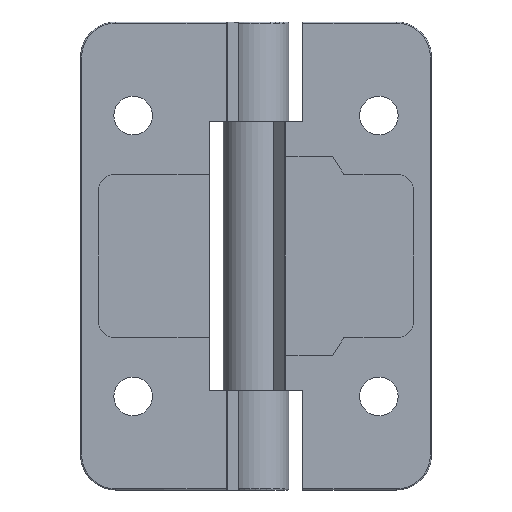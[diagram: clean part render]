
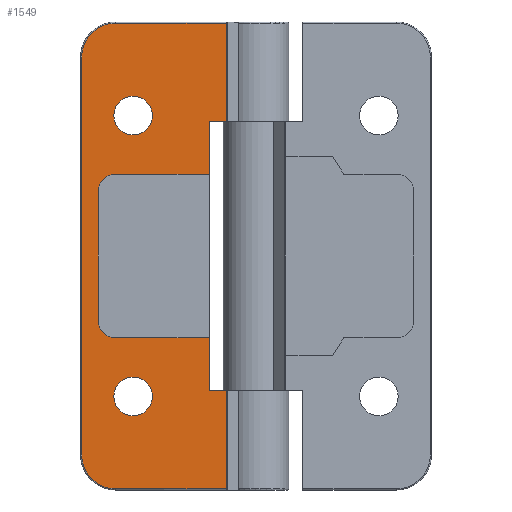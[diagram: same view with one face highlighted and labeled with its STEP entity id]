
A CAD part, front view. The second image highlights one B-rep face of the part: STEP entity #1549.
In plain terms, the highlighted planar face has unit normal (0, -1, 0).
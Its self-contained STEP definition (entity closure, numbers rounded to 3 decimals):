
#64=FACE_BOUND('',#339,.T.);
#65=FACE_BOUND('',#340,.T.);
#123=CIRCLE('',#1622,1.5);
#124=CIRCLE('',#1625,1.5);
#144=CIRCLE('',#1667,2.9);
#148=CIRCLE('',#1673,2.9);
#151=CIRCLE('',#1681,1.65);
#152=CIRCLE('',#1682,1.65);
#238=FACE_OUTER_BOUND('',#338,.T.);
#338=EDGE_LOOP('',(#1189,#1190,#1191,#1192,#1193,#1194,#1195,#1196,#1197,
#1198,#1199,#1200,#1201,#1202,#1203,#1204));
#339=EDGE_LOOP('',(#1205));
#340=EDGE_LOOP('',(#1206));
#423=LINE('',#2324,#549);
#430=LINE('',#2344,#556);
#434=LINE('',#2353,#560);
#435=LINE('',#2356,#561);
#439=LINE('',#2363,#565);
#453=LINE('',#2393,#579);
#457=LINE('',#2414,#583);
#468=LINE('',#2466,#594);
#470=LINE('',#2476,#596);
#471=LINE('',#2479,#597);
#474=LINE('',#2494,#600);
#476=LINE('',#2504,#602);
#549=VECTOR('',#1813,8.);
#556=VECTOR('',#1832,11.);
#560=VECTOR('',#1842,8.);
#561=VECTOR('',#1845,4.5);
#565=VECTOR('',#1849,4.5);
#579=VECTOR('',#1875,1.455);
#583=VECTOR('',#1895,1.455);
#594=VECTOR('',#1936,8.4);
#596=VECTOR('',#1948,8.4);
#597=VECTOR('',#1951,9.455);
#600=VECTOR('',#1968,34.);
#602=VECTOR('',#1980,9.455);
#674=VERTEX_POINT('',#2320);
#676=VERTEX_POINT('',#2323);
#682=VERTEX_POINT('',#2339);
#683=VERTEX_POINT('',#2343);
#684=VERTEX_POINT('',#2347);
#685=VERTEX_POINT('',#2351);
#686=VERTEX_POINT('',#2355);
#689=VERTEX_POINT('',#2361);
#699=VERTEX_POINT('',#2392);
#708=VERTEX_POINT('',#2412);
#724=VERTEX_POINT('',#2465);
#727=VERTEX_POINT('',#2474);
#728=VERTEX_POINT('',#2478);
#730=VERTEX_POINT('',#2484);
#732=VERTEX_POINT('',#2490);
#734=VERTEX_POINT('',#2496);
#742=VERTEX_POINT('',#2530);
#743=VERTEX_POINT('',#2532);
#821=EDGE_CURVE('',#676,#674,#423,.T.);
#829=EDGE_CURVE('',#682,#676,#123,.T.);
#831=EDGE_CURVE('',#683,#682,#430,.T.);
#833=EDGE_CURVE('',#684,#683,#124,.T.);
#836=EDGE_CURVE('',#685,#684,#434,.T.);
#837=EDGE_CURVE('',#686,#685,#435,.T.);
#841=EDGE_CURVE('',#674,#689,#439,.T.);
#855=EDGE_CURVE('',#699,#686,#453,.T.);
#866=EDGE_CURVE('',#689,#708,#457,.T.);
#887=EDGE_CURVE('',#699,#724,#468,.T.);
#892=EDGE_CURVE('',#727,#708,#470,.T.);
#893=EDGE_CURVE('',#724,#728,#471,.T.);
#898=EDGE_CURVE('',#728,#730,#144,.T.);
#901=EDGE_CURVE('',#730,#732,#474,.T.);
#904=EDGE_CURVE('',#732,#734,#148,.T.);
#906=EDGE_CURVE('',#734,#727,#476,.T.);
#915=EDGE_CURVE('',#742,#742,#151,.T.);
#916=EDGE_CURVE('',#743,#743,#152,.T.);
#1189=ORIENTED_EDGE('',*,*,#821,.T.);
#1190=ORIENTED_EDGE('',*,*,#841,.T.);
#1191=ORIENTED_EDGE('',*,*,#866,.T.);
#1192=ORIENTED_EDGE('',*,*,#892,.F.);
#1193=ORIENTED_EDGE('',*,*,#906,.F.);
#1194=ORIENTED_EDGE('',*,*,#904,.F.);
#1195=ORIENTED_EDGE('',*,*,#901,.F.);
#1196=ORIENTED_EDGE('',*,*,#898,.F.);
#1197=ORIENTED_EDGE('',*,*,#893,.F.);
#1198=ORIENTED_EDGE('',*,*,#887,.F.);
#1199=ORIENTED_EDGE('',*,*,#855,.T.);
#1200=ORIENTED_EDGE('',*,*,#837,.T.);
#1201=ORIENTED_EDGE('',*,*,#836,.T.);
#1202=ORIENTED_EDGE('',*,*,#833,.T.);
#1203=ORIENTED_EDGE('',*,*,#831,.T.);
#1204=ORIENTED_EDGE('',*,*,#829,.T.);
#1205=ORIENTED_EDGE('',*,*,#915,.T.);
#1206=ORIENTED_EDGE('',*,*,#916,.T.);
#1496=PLANE('',#1680);
#1549=ADVANCED_FACE('',(#238,#64,#65),#1496,.T.);
#1622=AXIS2_PLACEMENT_3D('',#2340,#1827,#1828);
#1625=AXIS2_PLACEMENT_3D('',#2348,#1836,#1837);
#1667=AXIS2_PLACEMENT_3D('',#2488,#1961,#1962);
#1673=AXIS2_PLACEMENT_3D('',#2500,#1975,#1976);
#1680=AXIS2_PLACEMENT_3D('',#2529,#1995,#1996);
#1681=AXIS2_PLACEMENT_3D('',#2531,#1997,#1998);
#1682=AXIS2_PLACEMENT_3D('',#2533,#1999,#2000);
#1813=DIRECTION('',(1.,0.,0.));
#1827=DIRECTION('center_axis',(0.,1.,0.));
#1828=DIRECTION('ref_axis',(0.,0.,1.));
#1832=DIRECTION('',(0.,0.,1.));
#1836=DIRECTION('center_axis',(0.,1.,0.));
#1837=DIRECTION('ref_axis',(-1.,0.,0.));
#1842=DIRECTION('',(-1.,0.,0.));
#1845=DIRECTION('',(0.,0.,1.));
#1849=DIRECTION('',(0.,0.,1.));
#1875=DIRECTION('',(-1.,0.,0.));
#1895=DIRECTION('',(1.,0.,0.));
#1936=DIRECTION('',(0.,0.,-1.));
#1948=DIRECTION('',(0.,0.,-1.));
#1951=DIRECTION('',(-1.,0.,0.));
#1961=DIRECTION('center_axis',(0.,1.,0.));
#1962=DIRECTION('ref_axis',(-0.707,0.,-0.707));
#1968=DIRECTION('',(0.,0.,1.));
#1975=DIRECTION('center_axis',(0.,1.,0.));
#1976=DIRECTION('ref_axis',(-0.707,0.,0.707));
#1980=DIRECTION('',(1.,0.,0.));
#1995=DIRECTION('center_axis',(0.,-1.,0.));
#1996=DIRECTION('ref_axis',(1.,0.,0.));
#1997=DIRECTION('center_axis',(0.,1.,0.));
#1998=DIRECTION('ref_axis',(1.,0.,0.));
#1999=DIRECTION('center_axis',(0.,1.,0.));
#2000=DIRECTION('ref_axis',(1.,0.,0.));
#2320=CARTESIAN_POINT('',(-4.,0.,7.));
#2323=CARTESIAN_POINT('',(-12.,0.,7.));
#2324=CARTESIAN_POINT('',(-13.5,0.,7.));
#2339=CARTESIAN_POINT('',(-13.5,0.,5.5));
#2340=CARTESIAN_POINT('Origin',(-12.,0.,5.5));
#2343=CARTESIAN_POINT('',(-13.5,0.,-5.5));
#2344=CARTESIAN_POINT('',(-13.5,0.,-2.75));
#2347=CARTESIAN_POINT('',(-12.,0.,-7.));
#2348=CARTESIAN_POINT('Origin',(-12.,0.,-5.5));
#2351=CARTESIAN_POINT('',(-4.,0.,-7.));
#2353=CARTESIAN_POINT('',(-6.596,0.,-7.));
#2355=CARTESIAN_POINT('',(-4.,0.,-11.5));
#2356=CARTESIAN_POINT('',(-4.,0.,-5.75));
#2361=CARTESIAN_POINT('',(-4.,0.,11.5));
#2363=CARTESIAN_POINT('',(-4.,0.,-5.75));
#2392=CARTESIAN_POINT('',(-2.545,0.,-11.5));
#2393=CARTESIAN_POINT('',(-3.949,0.,-11.5));
#2412=CARTESIAN_POINT('',(-2.545,0.,11.5));
#2414=CARTESIAN_POINT('',(-9.5,0.,11.5));
#2465=CARTESIAN_POINT('',(-2.545,0.,-19.9));
#2466=CARTESIAN_POINT('',(-2.545,0.,0.));
#2474=CARTESIAN_POINT('',(-2.545,0.,19.9));
#2476=CARTESIAN_POINT('',(-2.545,0.,0.));
#2478=CARTESIAN_POINT('',(-12.,0.,-19.9));
#2479=CARTESIAN_POINT('',(-11.802,0.,-19.9));
#2484=CARTESIAN_POINT('',(-14.9,0.,-17.));
#2488=CARTESIAN_POINT('Origin',(-12.,0.,-17.));
#2490=CARTESIAN_POINT('',(-14.9,0.,17.));
#2494=CARTESIAN_POINT('',(-14.9,0.,0.));
#2496=CARTESIAN_POINT('',(-12.,0.,19.9));
#2500=CARTESIAN_POINT('Origin',(-12.,0.,17.));
#2504=CARTESIAN_POINT('',(-11.802,0.,19.9));
#2529=CARTESIAN_POINT('Origin',(-15.,0.,0.));
#2530=CARTESIAN_POINT('',(-12.15,0.,-12.));
#2531=CARTESIAN_POINT('Origin',(-10.5,0.,-12.));
#2532=CARTESIAN_POINT('',(-12.15,0.,12.));
#2533=CARTESIAN_POINT('Origin',(-10.5,0.,12.));
